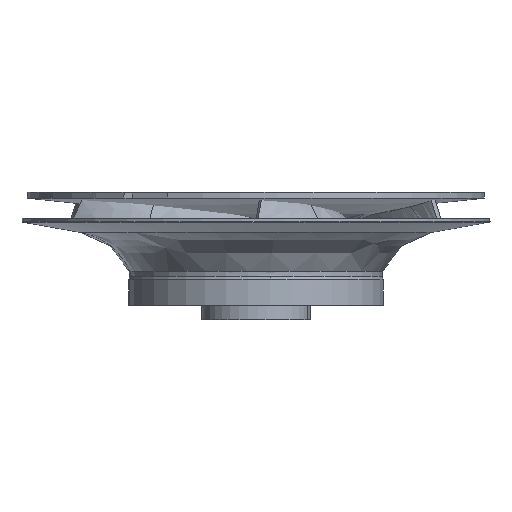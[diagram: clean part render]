
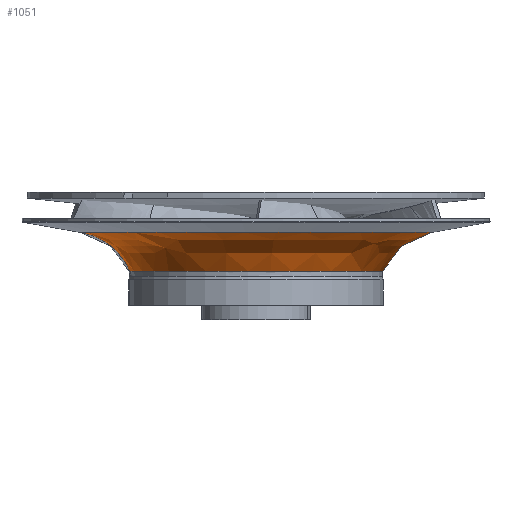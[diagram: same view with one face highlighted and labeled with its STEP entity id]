
A CAD part, front view. The second image highlights one B-rep face of the part: STEP entity #1051.
In plain terms, the highlighted free-form (B-spline) face has degree [3, 3] with [4, 4] control points.
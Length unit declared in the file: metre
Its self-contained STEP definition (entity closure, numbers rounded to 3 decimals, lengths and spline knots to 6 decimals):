
#20 = CARTESIAN_POINT ( 'NONE',  ( 0.038745, 0., 0.017406 ) ) ;
#49 = CARTESIAN_POINT ( 'NONE',  ( -0.044353, 0., 0.018395 ) ) ;
#212 = AXIS2_PLACEMENT_3D ( 'NONE', #2031, #1345, #4545 ) ;
#239 = AXIS2_PLACEMENT_3D ( 'NONE', #2667, #1582, #3711 ) ;
#349 = CIRCLE ( 'NONE', #212, 0.016489 ) ;
#351 =( BOUNDED_SURFACE ( )  B_SPLINE_SURFACE ( 3, 3, ( 
 ( #49, #3932, #1802, #1787 ),
 ( #4308, #2571, #3997, #20 ),
 ( #3286, #2538, #1145, #2552 ),
 ( #2189, #410, #2929, #4430 ) ),
 .UNSPECIFIED., .F., .F., .T. ) 
 B_SPLINE_SURFACE_WITH_KNOTS ( ( 4, 4 ),
 ( 4, 4 ),
 ( 0., 1. ),
 ( 0., 1. ),
 .UNSPECIFIED. ) 
 GEOMETRIC_REPRESENTATION_ITEM ( )  RATIONAL_B_SPLINE_SURFACE ( (
 ( 1., 0.333, 0.333, 1.),
 ( 0.92, 0.307, 0.307, 0.92),
 ( 0.92, 0.307, 0.307, 0.92),
 ( 1., 0.333, 0.333, 1.) ) ) 
 REPRESENTATION_ITEM ( '' )  SURFACE ( )  );
#403 = EDGE_CURVE ( 'NONE', #815, #2289, #2435, .T. ) ;
#410 = CARTESIAN_POINT ( 'NONE',  ( -0.03205, 0.064101, 0.008629 ) ) ;
#504 = CARTESIAN_POINT ( 'NONE',  ( -0.044353, 0., 0.018395 ) ) ;
#571 = DIRECTION ( 'NONE',  ( 1., 0., 0. ) ) ;
#739 = AXIS2_PLACEMENT_3D ( 'NONE', #1992, #3441, #571 ) ;
#815 = VERTEX_POINT ( 'NONE', #3812 ) ;
#1051 = ADVANCED_FACE ( 'NONE', ( #1421 ), #351, .F. ) ;
#1145 = CARTESIAN_POINT ( 'NONE',  ( 0.034286, 0.068571, 0.013866 ) ) ;
#1251 = CIRCLE ( 'NONE', #239, 0.03205 ) ;
#1345 = DIRECTION ( 'NONE',  ( 0., -1., 0. ) ) ;
#1392 = ORIENTED_EDGE ( 'NONE', *, *, #2474, .F. ) ;
#1421 = FACE_OUTER_BOUND ( 'NONE', #2503, .T. ) ;
#1473 = EDGE_CURVE ( 'NONE', #815, #3731, #349, .T. ) ;
#1582 = DIRECTION ( 'NONE',  ( 0., 0., -1. ) ) ;
#1648 = ORIENTED_EDGE ( 'NONE', *, *, #1473, .T. ) ;
#1704 = EDGE_CURVE ( 'NONE', #2289, #4248, #3336, .T. ) ;
#1787 = CARTESIAN_POINT ( 'NONE',  ( 0.044353, 0., 0.018395 ) ) ;
#1802 = CARTESIAN_POINT ( 'NONE',  ( 0.044353, 0.088706, 0.018395 ) ) ;
#1992 = CARTESIAN_POINT ( 'NONE',  ( 0., 0., 0.018395 ) ) ;
#2031 = CARTESIAN_POINT ( 'NONE',  ( 0.047216, 0., 0.002157 ) ) ;
#2189 = CARTESIAN_POINT ( 'NONE',  ( -0.03205, 0., 0.008629 ) ) ;
#2289 = VERTEX_POINT ( 'NONE', #504 ) ;
#2435 = CIRCLE ( 'NONE', #739, 0.044353 ) ;
#2474 = EDGE_CURVE ( 'NONE', #4248, #3731, #1251, .T. ) ;
#2503 = EDGE_LOOP ( 'NONE', ( #4317, #1648, #1392, #4637 ) ) ;
#2538 = CARTESIAN_POINT ( 'NONE',  ( -0.034286, 0.068571, 0.013866 ) ) ;
#2552 = CARTESIAN_POINT ( 'NONE',  ( 0.034286, 0., 0.013866 ) ) ;
#2571 = CARTESIAN_POINT ( 'NONE',  ( -0.038745, 0.07749, 0.017406 ) ) ;
#2667 = CARTESIAN_POINT ( 'NONE',  ( 0., 0., 0.008629 ) ) ;
#2826 = CARTESIAN_POINT ( 'NONE',  ( -0.03205, 0., 0.008629 ) ) ;
#2929 = CARTESIAN_POINT ( 'NONE',  ( 0.03205, 0.064101, 0.008629 ) ) ;
#3049 = AXIS2_PLACEMENT_3D ( 'NONE', #4261, #3894, #3548 ) ;
#3286 = CARTESIAN_POINT ( 'NONE',  ( -0.034286, 0., 0.013866 ) ) ;
#3336 = CIRCLE ( 'NONE', #3049, 0.016489 ) ;
#3441 = DIRECTION ( 'NONE',  ( 0., 0., 1. ) ) ;
#3548 = DIRECTION ( 'NONE',  ( -1., 0., 0. ) ) ;
#3698 = CARTESIAN_POINT ( 'NONE',  ( 0.03205, 0., 0.008629 ) ) ;
#3711 = DIRECTION ( 'NONE',  ( -1., 0., 0. ) ) ;
#3731 = VERTEX_POINT ( 'NONE', #3698 ) ;
#3812 = CARTESIAN_POINT ( 'NONE',  ( 0.044353, 0., 0.018395 ) ) ;
#3894 = DIRECTION ( 'NONE',  ( 0., 1., 0. ) ) ;
#3932 = CARTESIAN_POINT ( 'NONE',  ( -0.044353, 0.088706, 0.018395 ) ) ;
#3997 = CARTESIAN_POINT ( 'NONE',  ( 0.038745, 0.07749, 0.017406 ) ) ;
#4248 = VERTEX_POINT ( 'NONE', #2826 ) ;
#4261 = CARTESIAN_POINT ( 'NONE',  ( -0.047216, 0., 0.002157 ) ) ;
#4308 = CARTESIAN_POINT ( 'NONE',  ( -0.038745, 0., 0.017406 ) ) ;
#4317 = ORIENTED_EDGE ( 'NONE', *, *, #403, .F. ) ;
#4430 = CARTESIAN_POINT ( 'NONE',  ( 0.03205, 0., 0.008629 ) ) ;
#4545 = DIRECTION ( 'NONE',  ( 1., 0., 0. ) ) ;
#4637 = ORIENTED_EDGE ( 'NONE', *, *, #1704, .F. ) ;
